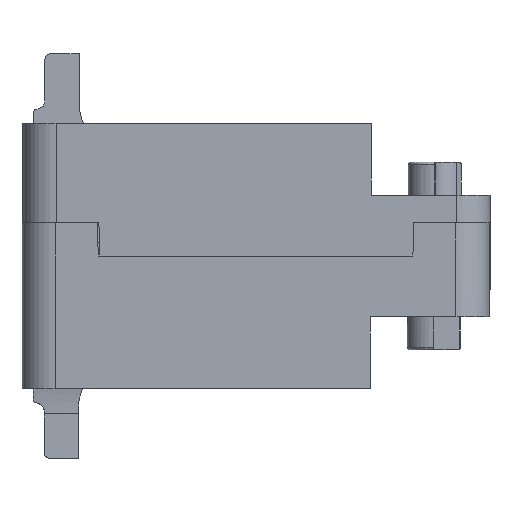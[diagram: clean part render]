
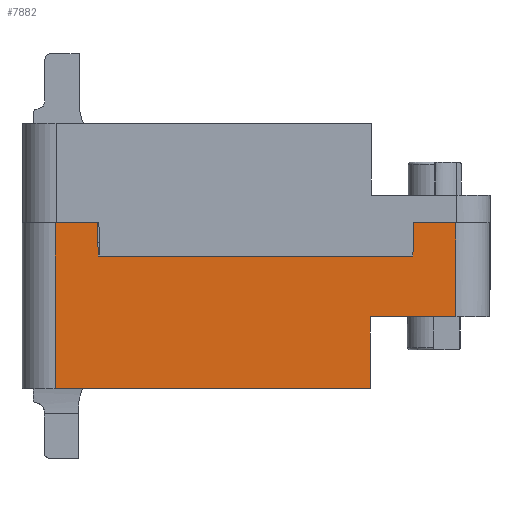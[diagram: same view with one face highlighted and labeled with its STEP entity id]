
A CAD part, left-side view. The second image highlights one B-rep face of the part: STEP entity #7882.
In plain terms, the highlighted planar face has unit normal (-1, 0, 0).
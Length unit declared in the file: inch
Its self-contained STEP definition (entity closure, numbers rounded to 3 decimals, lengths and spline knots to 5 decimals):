
#20 = ORIENTED_EDGE ( 'NONE', *, *, #11816, .T. ) ;
#26 = CARTESIAN_POINT ( 'NONE',  ( -1.1811, 1.66339, 0. ) ) ;
#34 = VERTEX_POINT ( 'NONE', #9700 ) ;
#65 = LINE ( 'NONE', #964, #11708 ) ;
#154 = EDGE_LOOP ( 'NONE', ( #10567, #20, #11265, #189, #10471, #7987, #2281, #251, #8524, #7899 ) ) ;
#189 = ORIENTED_EDGE ( 'NONE', *, *, #9703, .T. ) ;
#250 = VERTEX_POINT ( 'NONE', #8352 ) ;
#251 = ORIENTED_EDGE ( 'NONE', *, *, #5737, .F. ) ;
#423 = LINE ( 'NONE', #8328, #2013 ) ;
#584 = VERTEX_POINT ( 'NONE', #3893 ) ;
#852 = PLANE ( 'NONE',  #6858 ) ;
#964 = CARTESIAN_POINT ( 'NONE',  ( -1.1811, 1.12795, 1.1811 ) ) ;
#978 = LINE ( 'NONE', #26, #7551 ) ;
#1090 = VERTEX_POINT ( 'NONE', #2201 ) ;
#1329 = LINE ( 'NONE', #10127, #3787 ) ;
#2013 = VECTOR ( 'NONE', #10937, 39.37008 ) ;
#2082 = CARTESIAN_POINT ( 'NONE',  ( -1.1811, 0., 1.1811 ) ) ;
#2201 = CARTESIAN_POINT ( 'NONE',  ( -1.1811, -1.42717, 0.51181 ) ) ;
#2281 = ORIENTED_EDGE ( 'NONE', *, *, #9225, .F. ) ;
#2774 = CARTESIAN_POINT ( 'NONE',  ( -1.1811, 1.66339, 0. ) ) ;
#2874 = VECTOR ( 'NONE', #10916, 39.37008 ) ;
#3260 = CARTESIAN_POINT ( 'NONE',  ( -1.1811, -1.12795, 1.1811 ) ) ;
#3787 = VECTOR ( 'NONE', #5236, 39.37008 ) ;
#3893 = CARTESIAN_POINT ( 'NONE',  ( -1.1811, -0.81693, 0.51181 ) ) ;
#4023 = DIRECTION ( 'NONE',  ( 0., 0., -1. ) ) ;
#4237 = CARTESIAN_POINT ( 'NONE',  ( -1.1811, -0.81693, 0. ) ) ;
#4513 = EDGE_CURVE ( 'NONE', #9837, #34, #1329, .T. ) ;
#5064 = VERTEX_POINT ( 'NONE', #10099 ) ;
#5139 = CARTESIAN_POINT ( 'NONE',  ( -1.1811, -1.42717, 1.1811 ) ) ;
#5149 = DIRECTION ( 'NONE',  ( 0., 1., 0. ) ) ;
#5158 = VERTEX_POINT ( 'NONE', #11361 ) ;
#5208 = CARTESIAN_POINT ( 'NONE',  ( -1.1811, 1.12008, 0.94488 ) ) ;
#5236 = DIRECTION ( 'NONE',  ( 0., -1., 0. ) ) ;
#5320 = VECTOR ( 'NONE', #6140, 39.37008 ) ;
#5321 = EDGE_CURVE ( 'NONE', #5064, #250, #978, .T. ) ;
#5566 = CARTESIAN_POINT ( 'NONE',  ( -1.1811, 1.42717, 1.1811 ) ) ;
#5737 = EDGE_CURVE ( 'NONE', #5158, #12209, #6971, .T. ) ;
#5779 = DIRECTION ( 'NONE',  ( -1., 0., 0. ) ) ;
#5891 = DIRECTION ( 'NONE',  ( 0., 0.033, 0.999 ) ) ;
#6140 = DIRECTION ( 'NONE',  ( 0., -0.033, 0.999 ) ) ;
#6188 = CARTESIAN_POINT ( 'NONE',  ( -1.1811, 1.42717, 0. ) ) ;
#6344 = VECTOR ( 'NONE', #8117, 39.37008 ) ;
#6350 = CARTESIAN_POINT ( 'NONE',  ( -1.1811, -1.12795, 1.1811 ) ) ;
#6684 = CARTESIAN_POINT ( 'NONE',  ( -1.1811, 1.12008, 0.94488 ) ) ;
#6800 = EDGE_CURVE ( 'NONE', #7506, #34, #65, .T. ) ;
#6858 = AXIS2_PLACEMENT_3D ( 'NONE', #2774, #5779, #9462 ) ;
#6971 = LINE ( 'NONE', #3260, #5320 ) ;
#7506 = VERTEX_POINT ( 'NONE', #6684 ) ;
#7551 = VECTOR ( 'NONE', #10796, 39.37008 ) ;
#7679 = EDGE_CURVE ( 'NONE', #5158, #7506, #10041, .T. ) ;
#7882 = ADVANCED_FACE ( 'NONE', ( #12442 ), #852, .T. ) ;
#7899 = ORIENTED_EDGE ( 'NONE', *, *, #6800, .T. ) ;
#7987 = ORIENTED_EDGE ( 'NONE', *, *, #9693, .T. ) ;
#8117 = DIRECTION ( 'NONE',  ( 0., 0., 1. ) ) ;
#8239 = LINE ( 'NONE', #10149, #2874 ) ;
#8328 = CARTESIAN_POINT ( 'NONE',  ( -1.1811, 1.66339, 0.51181 ) ) ;
#8352 = CARTESIAN_POINT ( 'NONE',  ( -1.1811, -0.81693, 0. ) ) ;
#8524 = ORIENTED_EDGE ( 'NONE', *, *, #7679, .T. ) ;
#9225 = EDGE_CURVE ( 'NONE', #12209, #12128, #11699, .T. ) ;
#9462 = DIRECTION ( 'NONE',  ( 0., 0., 1. ) ) ;
#9576 = VECTOR ( 'NONE', #9737, 39.37008 ) ;
#9693 = EDGE_CURVE ( 'NONE', #1090, #12128, #8239, .T. ) ;
#9700 = CARTESIAN_POINT ( 'NONE',  ( -1.1811, 1.12795, 1.1811 ) ) ;
#9703 = EDGE_CURVE ( 'NONE', #250, #584, #9967, .T. ) ;
#9737 = DIRECTION ( 'NONE',  ( 0., -1., 0. ) ) ;
#9837 = VERTEX_POINT ( 'NONE', #5566 ) ;
#9967 = LINE ( 'NONE', #4237, #6344 ) ;
#10041 = LINE ( 'NONE', #5208, #10917 ) ;
#10099 = CARTESIAN_POINT ( 'NONE',  ( -1.1811, 1.42717, 0. ) ) ;
#10127 = CARTESIAN_POINT ( 'NONE',  ( -1.1811, 0., 1.1811 ) ) ;
#10149 = CARTESIAN_POINT ( 'NONE',  ( -1.1811, -1.42717, 0. ) ) ;
#10346 = VECTOR ( 'NONE', #4023, 39.37008 ) ;
#10471 = ORIENTED_EDGE ( 'NONE', *, *, #10503, .T. ) ;
#10503 = EDGE_CURVE ( 'NONE', #584, #1090, #423, .T. ) ;
#10567 = ORIENTED_EDGE ( 'NONE', *, *, #4513, .F. ) ;
#10796 = DIRECTION ( 'NONE',  ( 0., -1., 0. ) ) ;
#10889 = LINE ( 'NONE', #6188, #10346 ) ;
#10916 = DIRECTION ( 'NONE',  ( 0., 0., 1. ) ) ;
#10917 = VECTOR ( 'NONE', #5149, 39.37008 ) ;
#10937 = DIRECTION ( 'NONE',  ( 0., -1., 0. ) ) ;
#11265 = ORIENTED_EDGE ( 'NONE', *, *, #5321, .T. ) ;
#11361 = CARTESIAN_POINT ( 'NONE',  ( -1.1811, -1.12008, 0.94488 ) ) ;
#11699 = LINE ( 'NONE', #2082, #9576 ) ;
#11708 = VECTOR ( 'NONE', #5891, 39.37008 ) ;
#11816 = EDGE_CURVE ( 'NONE', #9837, #5064, #10889, .T. ) ;
#12128 = VERTEX_POINT ( 'NONE', #5139 ) ;
#12209 = VERTEX_POINT ( 'NONE', #6350 ) ;
#12442 = FACE_OUTER_BOUND ( 'NONE', #154, .T. ) ;
